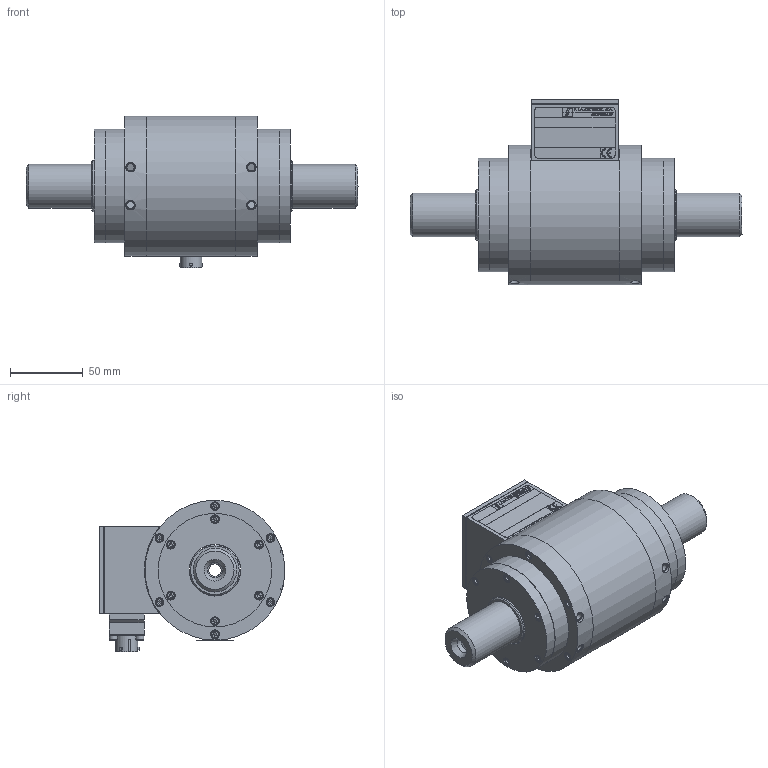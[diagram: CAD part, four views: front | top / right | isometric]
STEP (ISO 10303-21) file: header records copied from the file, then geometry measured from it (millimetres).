
FILE_DESCRIPTION (( 'STEP AP203' ), '1' );
FILE_NAME ('415-312-000-411_EF.STEP', '2014-05-27T07:09:40', ( 'ajoy' ), ( 'Microsoft' ), 'SwSTEP 2.0', 'SolidWorks 2014', '' );
FILE_SCHEMA (( 'CONFIG_CONTROL_DESIGN' ));
Length unit declared in the file: millimetre
Products named in the file (1): 415-312-000-411_EF
Bounding box: 228 x 127.5 x 104 mm (x, y, z)
Surface area: 96804.4 mm2 (no closed solid volume)
Topology: 0 solids, 171 shells, 621 faces, 4881 edges, 4364 vertices
Faces by surface type: plane 450, cylinder 87, cone 44, torus 28, bspline 6, sphere 6
Full cylindrical faces by diameter (mm): 1 x6, 2 x3, 5 x4, 5.5 x4, 6 x28, 6.5 x5, 8.5 x2, 10.5 x2, 15 x1, 30 x2, 35 x2, 35.5 x2, 78 x4, 96 x3
Entity records: 54458 total; most frequent: CARTESIAN_POINT 23602, ORIENTED_EDGE 5385, DIRECTION 4677, EDGE_CURVE 4667, VERTEX_POINT 4304, LINE 2589, VECTOR 2589, B_SPLINE_CURVE_WITH_KNOTS 1650
